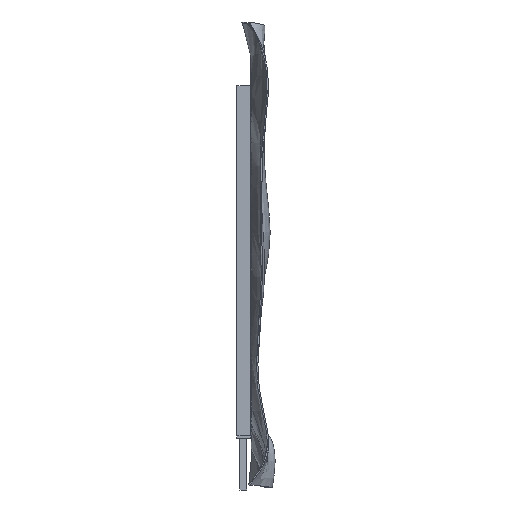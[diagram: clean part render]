
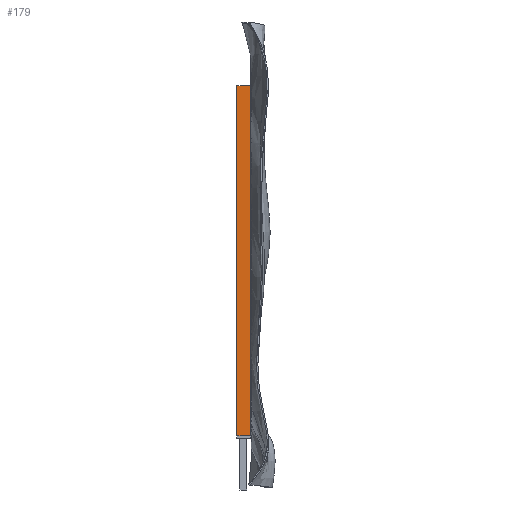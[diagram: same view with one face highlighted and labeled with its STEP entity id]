
A CAD part, left-side view. The second image highlights one B-rep face of the part: STEP entity #179.
In plain terms, the highlighted planar face has unit normal (-1, 0, 0).
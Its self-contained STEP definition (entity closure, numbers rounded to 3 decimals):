
#179=ADVANCED_FACE('',(#268),#1368,.T.);
#268=FACE_OUTER_BOUND('',#357,.T.);
#357=EDGE_LOOP('',(#466,#467,#468,#469));
#466=ORIENTED_EDGE('',*,*,#842,.T.);
#467=ORIENTED_EDGE('',*,*,#843,.T.);
#468=ORIENTED_EDGE('',*,*,#844,.F.);
#469=ORIENTED_EDGE('',*,*,#840,.F.);
#840=EDGE_CURVE('',#1231,#1232,#1061,.T.);
#842=EDGE_CURVE('',#1231,#1233,#1063,.T.);
#843=EDGE_CURVE('',#1233,#1234,#1064,.T.);
#844=EDGE_CURVE('',#1232,#1234,#1065,.T.);
#1061=B_SPLINE_CURVE_WITH_KNOTS('',1,(#1653,#1654),.UNSPECIFIED.,.F.,.F.,
(2,2),(0.,60.),.UNSPECIFIED.);
#1063=B_SPLINE_CURVE_WITH_KNOTS('',1,(#1657,#1658),.UNSPECIFIED.,.F.,.F.,
(2,2),(-1557.14,-56.655),.UNSPECIFIED.);
#1064=B_SPLINE_CURVE_WITH_KNOTS('',1,(#1659,#1660),.UNSPECIFIED.,.F.,.F.,
(2,2),(0.,60.),.UNSPECIFIED.);
#1065=B_SPLINE_CURVE_WITH_KNOTS('',1,(#1661,#1662),.UNSPECIFIED.,.F.,.F.,
(2,2),(-1557.14,-56.655),.UNSPECIFIED.);
#1231=VERTEX_POINT('',#1635);
#1232=VERTEX_POINT('',#1636);
#1233=VERTEX_POINT('',#1637);
#1234=VERTEX_POINT('',#1638);
#1368=PLANE('',#1452);
#1452=AXIS2_PLACEMENT_3D('',#1589,#1520,$);
#1520=DIRECTION('',(-1.,0.,0.));
#1589=CARTESIAN_POINT('',(-2341.532,-11168.595,317.257));
#1635=CARTESIAN_POINT('',(-2341.532,-11168.595,317.257));
#1636=CARTESIAN_POINT('',(-2341.532,-11108.595,317.257));
#1637=CARTESIAN_POINT('',(-2341.556,-11168.595,1817.741));
#1638=CARTESIAN_POINT('',(-2341.556,-11108.595,1817.741));
#1653=CARTESIAN_POINT('',(-2341.532,-11168.595,317.257));
#1654=CARTESIAN_POINT('',(-2341.532,-11108.595,317.257));
#1657=CARTESIAN_POINT('',(-2341.532,-11168.595,317.257));
#1658=CARTESIAN_POINT('',(-2341.556,-11168.595,1817.741));
#1659=CARTESIAN_POINT('',(-2341.556,-11168.595,1817.741));
#1660=CARTESIAN_POINT('',(-2341.556,-11108.595,1817.741));
#1661=CARTESIAN_POINT('',(-2341.532,-11108.595,317.257));
#1662=CARTESIAN_POINT('',(-2341.556,-11108.595,1817.741));
